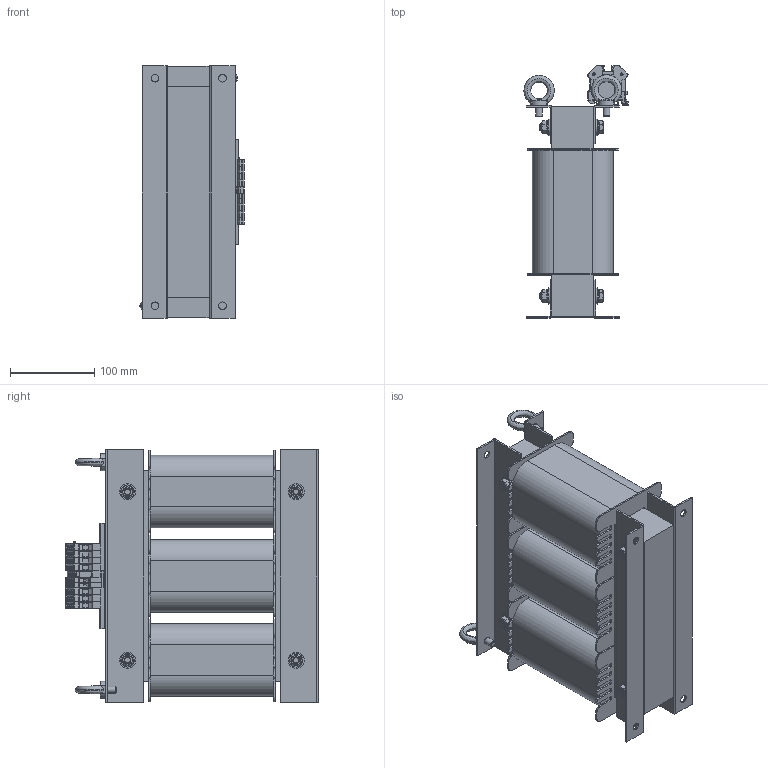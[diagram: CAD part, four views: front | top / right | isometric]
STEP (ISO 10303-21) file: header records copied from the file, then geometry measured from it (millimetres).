
FILE_DESCRIPTION(/* description */ (''),/* implementation_level */ '2;1');
FILE_NAME(/* name */ 'YD002305440.stp',/* time_stamp */ '2024-02-02T10:48:06+01:00',/* author */ ('velazquez'),/* organization */ (''),/* preprocessor_version */ 'ST-DEVELOPER v19.2',/* originating_system */ 'Autodesk Inventor 2023',/* authorisation */ '');
FILE_SCHEMA (('AUTOMOTIVE_DESIGN { 1 0 10303 214 3 1 1 }'));
Length unit declared in the file: millimetre
Products named in the file (15): YD002305440; 3UI150 250 x 250 - 50 (Rc50); UI150_50; RC50 NT050; centrador M8; DIN 125 - A 8,4; DIN 933 - M8  x 70; DIN 934 - M8; DIN 580 - M8; USO MED FICHA 6 TRIF; carril 5 agujeros; FICHA 10 AM_VE; FICHA 4 BEIS; FICHA 6; FICHA 6 AZUL
Assembly tree (46 placements, depth 3):
  YD002305440
    3UI150 250 x 250 - 50 (Rc50)
    UI150_50  x3
    RC50 NT050  x4
    centrador M8  x8
    DIN 125 - A 8,4  x8
    DIN 933 - M8  x 70  x4
    DIN 934 - M8  x4
    DIN 580 - M8  x2
    USO MED FICHA 6 TRIF
      carril 5 agujeros
      FICHA 6  x6
      FICHA 10 AM_VE
      FICHA 4 BEIS  x2
      FICHA 6 AZUL
Bounding box: 123.6 x 299.05 x 300 mm (x, y, z)
Volume: 5044734.7 mm3; surface area: 773646.1 mm2
Topology: 45 solids, 45 shells, 3599 faces, 9747 edges, 6327 vertices
Faces by surface type: plane 2498, cylinder 891, cone 132, torus 52, sphere 18, bspline 8
Full cylindrical faces by diameter (mm): 2.4 x20, 2.5 x20, 2.75 x20, 2.95 x18, 4.3 x4, 5.7 x2, 6.3 x14, 6.647 x4, 7 x2, 7.323 x4, 8 x14, 8.4 x8, 9 x8, 9.6 x8, 10.5 x8, 11 x6, 11.4 x4, 16 x8, 19 x8
Entity records: 46532 total; most frequent: CARTESIAN_POINT 8291, ORIENTED_EDGE 7638, DIRECTION 7525, EDGE_CURVE 3819, LINE 2937, VECTOR 2937, VERTEX_POINT 2491, AXIS2_PLACEMENT_3D 2294
